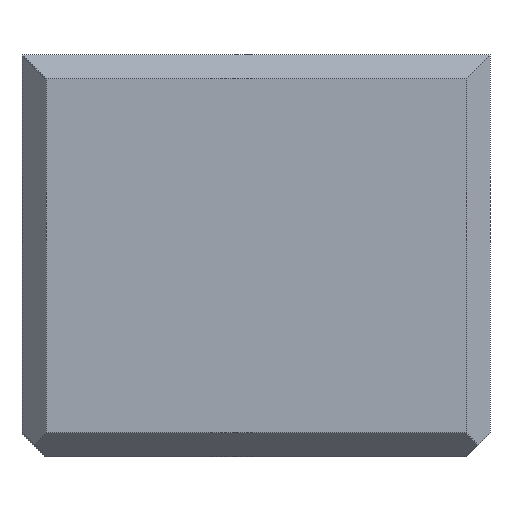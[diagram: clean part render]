
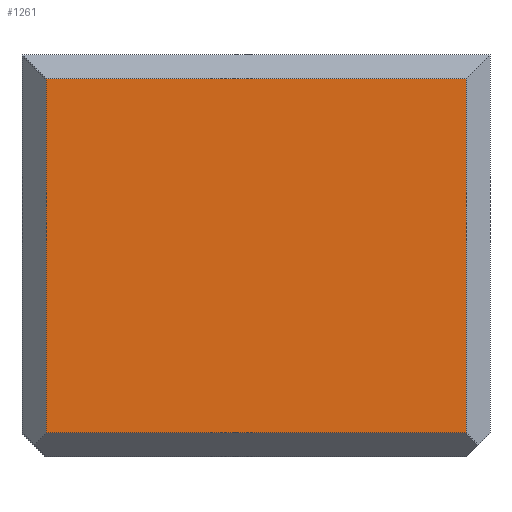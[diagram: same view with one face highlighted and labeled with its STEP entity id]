
A CAD part, front view. The second image highlights one B-rep face of the part: STEP entity #1261.
In plain terms, the highlighted planar face has unit normal (0, -1, 0).
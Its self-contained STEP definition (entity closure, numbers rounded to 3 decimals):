
#588 = PLANE('',#589);
#589 = AXIS2_PLACEMENT_3D('',#590,#591,#592);
#590 = CARTESIAN_POINT('',(-4.625,49.4,-0.5));
#591 = DIRECTION('',(-0.707,-0.707,0.)
  );
#592 = DIRECTION('',(0.,0.,-1.));
#716 = PLANE('',#717);
#717 = AXIS2_PLACEMENT_3D('',#718,#719,#720);
#718 = CARTESIAN_POINT('',(4.625,49.4,-8.875));
#719 = DIRECTION('',(0.707,-0.707,0.)
  );
#720 = DIRECTION('',(0.,0.,1.));
#860 = PLANE('',#861);
#861 = AXIS2_PLACEMENT_3D('',#862,#863,#864);
#862 = CARTESIAN_POINT('',(-4.875,49.4,-8.625));
#863 = DIRECTION('',(0.,-0.707,-0.707));
#864 = DIRECTION('',(1.,0.,0.));
#1031 = VERTEX_POINT('',#1032);
#1032 = CARTESIAN_POINT('',(-4.375,49.15,-8.375));
#1053 = EDGE_CURVE('',#1054,#1031,#1056,.T.);
#1054 = VERTEX_POINT('',#1055);
#1055 = CARTESIAN_POINT('',(-4.375,49.15,-1.));
#1056 = SURFACE_CURVE('',#1057,(#1061,#1068),.PCURVE_S1.);
#1057 = LINE('',#1058,#1059);
#1058 = CARTESIAN_POINT('',(-4.375,49.15,-0.5));
#1059 = VECTOR('',#1060,1.);
#1060 = DIRECTION('',(0.,0.,-1.));
#1061 = PCURVE('',#588,#1062);
#1062 = DEFINITIONAL_REPRESENTATION('',(#1063),#1067);
#1063 = LINE('',#1064,#1065);
#1064 = CARTESIAN_POINT('',(0.,0.354));
#1065 = VECTOR('',#1066,1.);
#1066 = DIRECTION('',(1.,0.));
#1067 = ( GEOMETRIC_REPRESENTATION_CONTEXT(2) 
PARAMETRIC_REPRESENTATION_CONTEXT() REPRESENTATION_CONTEXT('2D SPACE',''
  ) );
#1068 = PCURVE('',#1069,#1074);
#1069 = PLANE('',#1070);
#1070 = AXIS2_PLACEMENT_3D('',#1071,#1072,#1073);
#1071 = CARTESIAN_POINT('',(0.,49.15,-4.688));
#1072 = DIRECTION('',(-0.,-1.,0.));
#1073 = DIRECTION('',(0.,0.,-1.));
#1074 = DEFINITIONAL_REPRESENTATION('',(#1075),#1079);
#1075 = LINE('',#1076,#1077);
#1076 = CARTESIAN_POINT('',(-4.188,-4.375));
#1077 = VECTOR('',#1078,1.);
#1078 = DIRECTION('',(1.,0.));
#1079 = ( GEOMETRIC_REPRESENTATION_CONTEXT(2) 
PARAMETRIC_REPRESENTATION_CONTEXT() REPRESENTATION_CONTEXT('2D SPACE',''
  ) );
#1095 = PLANE('',#1096);
#1096 = AXIS2_PLACEMENT_3D('',#1097,#1098,#1099);
#1097 = CARTESIAN_POINT('',(4.875,49.4,-0.75));
#1098 = DIRECTION('',(0.,0.707,-0.707));
#1099 = DIRECTION('',(-1.,0.,0.));
#1138 = VERTEX_POINT('',#1139);
#1139 = CARTESIAN_POINT('',(4.375,49.15,-8.375));
#1163 = VERTEX_POINT('',#1164);
#1164 = CARTESIAN_POINT('',(4.375,49.15,-1.));
#1185 = EDGE_CURVE('',#1138,#1163,#1186,.T.);
#1186 = SURFACE_CURVE('',#1187,(#1191,#1198),.PCURVE_S1.);
#1187 = LINE('',#1188,#1189);
#1188 = CARTESIAN_POINT('',(4.375,49.15,-8.875));
#1189 = VECTOR('',#1190,1.);
#1190 = DIRECTION('',(0.,0.,1.));
#1191 = PCURVE('',#716,#1192);
#1192 = DEFINITIONAL_REPRESENTATION('',(#1193),#1197);
#1193 = LINE('',#1194,#1195);
#1194 = CARTESIAN_POINT('',(0.,0.354));
#1195 = VECTOR('',#1196,1.);
#1196 = DIRECTION('',(1.,0.));
#1197 = ( GEOMETRIC_REPRESENTATION_CONTEXT(2) 
PARAMETRIC_REPRESENTATION_CONTEXT() REPRESENTATION_CONTEXT('2D SPACE',''
  ) );
#1198 = PCURVE('',#1069,#1199);
#1199 = DEFINITIONAL_REPRESENTATION('',(#1200),#1204);
#1200 = LINE('',#1201,#1202);
#1201 = CARTESIAN_POINT('',(4.188,4.375));
#1202 = VECTOR('',#1203,1.);
#1203 = DIRECTION('',(-1.,0.));
#1204 = ( GEOMETRIC_REPRESENTATION_CONTEXT(2) 
PARAMETRIC_REPRESENTATION_CONTEXT() REPRESENTATION_CONTEXT('2D SPACE',''
  ) );
#1214 = EDGE_CURVE('',#1031,#1138,#1215,.T.);
#1215 = SURFACE_CURVE('',#1216,(#1220,#1227),.PCURVE_S1.);
#1216 = LINE('',#1217,#1218);
#1217 = CARTESIAN_POINT('',(-4.875,49.15,-8.375));
#1218 = VECTOR('',#1219,1.);
#1219 = DIRECTION('',(1.,0.,0.));
#1220 = PCURVE('',#860,#1221);
#1221 = DEFINITIONAL_REPRESENTATION('',(#1222),#1226);
#1222 = LINE('',#1223,#1224);
#1223 = CARTESIAN_POINT('',(0.,0.354));
#1224 = VECTOR('',#1225,1.);
#1225 = DIRECTION('',(1.,0.));
#1226 = ( GEOMETRIC_REPRESENTATION_CONTEXT(2) 
PARAMETRIC_REPRESENTATION_CONTEXT() REPRESENTATION_CONTEXT('2D SPACE',''
  ) );
#1227 = PCURVE('',#1069,#1228);
#1228 = DEFINITIONAL_REPRESENTATION('',(#1229),#1233);
#1229 = LINE('',#1230,#1231);
#1230 = CARTESIAN_POINT('',(3.688,-4.875));
#1231 = VECTOR('',#1232,1.);
#1232 = DIRECTION('',(0.,1.));
#1233 = ( GEOMETRIC_REPRESENTATION_CONTEXT(2) 
PARAMETRIC_REPRESENTATION_CONTEXT() REPRESENTATION_CONTEXT('2D SPACE',''
  ) );
#1239 = EDGE_CURVE('',#1163,#1054,#1240,.T.);
#1240 = SURFACE_CURVE('',#1241,(#1245,#1252),.PCURVE_S1.);
#1241 = LINE('',#1242,#1243);
#1242 = CARTESIAN_POINT('',(4.875,49.15,-1.));
#1243 = VECTOR('',#1244,1.);
#1244 = DIRECTION('',(-1.,0.,0.));
#1245 = PCURVE('',#1095,#1246);
#1246 = DEFINITIONAL_REPRESENTATION('',(#1247),#1251);
#1247 = LINE('',#1248,#1249);
#1248 = CARTESIAN_POINT('',(0.,-0.354));
#1249 = VECTOR('',#1250,1.);
#1250 = DIRECTION('',(1.,0.));
#1251 = ( GEOMETRIC_REPRESENTATION_CONTEXT(2) 
PARAMETRIC_REPRESENTATION_CONTEXT() REPRESENTATION_CONTEXT('2D SPACE',''
  ) );
#1252 = PCURVE('',#1069,#1253);
#1253 = DEFINITIONAL_REPRESENTATION('',(#1254),#1258);
#1254 = LINE('',#1255,#1256);
#1255 = CARTESIAN_POINT('',(-3.688,4.875));
#1256 = VECTOR('',#1257,1.);
#1257 = DIRECTION('',(-0.,-1.));
#1258 = ( GEOMETRIC_REPRESENTATION_CONTEXT(2) 
PARAMETRIC_REPRESENTATION_CONTEXT() REPRESENTATION_CONTEXT('2D SPACE',''
  ) );
#1261 = ADVANCED_FACE('',(#1262),#1069,.T.);
#1262 = FACE_BOUND('',#1263,.T.);
#1263 = EDGE_LOOP('',(#1264,#1265,#1266,#1267));
#1264 = ORIENTED_EDGE('',*,*,#1214,.T.);
#1265 = ORIENTED_EDGE('',*,*,#1185,.T.);
#1266 = ORIENTED_EDGE('',*,*,#1239,.T.);
#1267 = ORIENTED_EDGE('',*,*,#1053,.T.);
